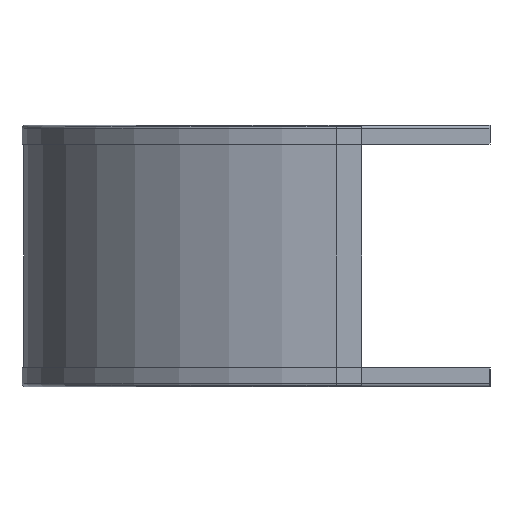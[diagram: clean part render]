
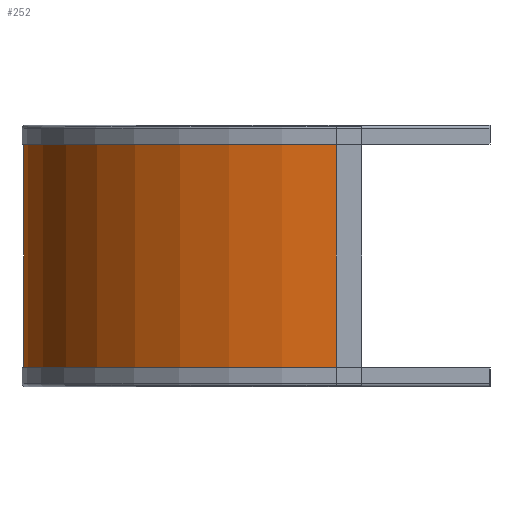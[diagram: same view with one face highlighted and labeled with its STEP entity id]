
A CAD part, front view. The second image highlights one B-rep face of the part: STEP entity #252.
In plain terms, the highlighted cylindrical face has radius 182.75 mm (diameter 365.5 mm), a partial arc.
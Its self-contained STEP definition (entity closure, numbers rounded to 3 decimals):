
#34=CARTESIAN_POINT('',(-15.,182.75,0.));
#35=DIRECTION('',(0.,0.,-1.));
#36=DIRECTION('',(0.,-1.,0.));
#37=AXIS2_PLACEMENT_3D('',#34,#35,#36);
#51=DIRECTION('',(0.,0.,-1.));
#52=VECTOR('',#51,151.);
#53=CARTESIAN_POINT('',(-197.75,182.75,151.));
#54=LINE('',#53,#52);
#55=DIRECTION('',(0.,0.,1.));
#56=VECTOR('',#55,151.);
#57=CARTESIAN_POINT('',(-15.,0.,0.));
#58=LINE('',#57,#56);
#92=CARTESIAN_POINT('',(-15.,182.75,151.));
#93=DIRECTION('',(0.,0.,1.));
#94=DIRECTION('',(-1.,0.,0.));
#95=AXIS2_PLACEMENT_3D('',#92,#93,#94);
#117=CARTESIAN_POINT('',(-197.75,182.75,151.));
#118=CARTESIAN_POINT('',(-15.,0.,151.));
#119=VERTEX_POINT('',#117);
#120=VERTEX_POINT('',#118);
#130=CARTESIAN_POINT('',(-15.,0.,0.));
#132=VERTEX_POINT('',#130);
#133=CARTESIAN_POINT('',(-197.75,182.75,0.));
#134=VERTEX_POINT('',#133);
#239=CARTESIAN_POINT('',(-15.,182.75,151.));
#240=DIRECTION('',(0.,0.,-1.));
#241=DIRECTION('',(-1.,0.,0.));
#242=AXIS2_PLACEMENT_3D('',#239,#240,#241);
#243=CYLINDRICAL_SURFACE('',#242,182.75);
#244=ORIENTED_EDGE('',*,*,#204,.T.);
#246=ORIENTED_EDGE('',*,*,#245,.F.);
#248=ORIENTED_EDGE('',*,*,#247,.T.);
#249=ORIENTED_EDGE('',*,*,#230,.F.);
#250=EDGE_LOOP('',(#244,#246,#248,#249));
#251=FACE_OUTER_BOUND('',#250,.F.);
#252=ADVANCED_FACE('',(#251),#243,.T.);
#38=CIRCLE('',#37,182.75);
#96=CIRCLE('',#95,182.75);
#204=EDGE_CURVE('',#132,#134,#38,.T.);
#230=EDGE_CURVE('',#132,#120,#58,.T.);
#245=EDGE_CURVE('',#119,#134,#54,.T.);
#247=EDGE_CURVE('',#119,#120,#96,.T.);
